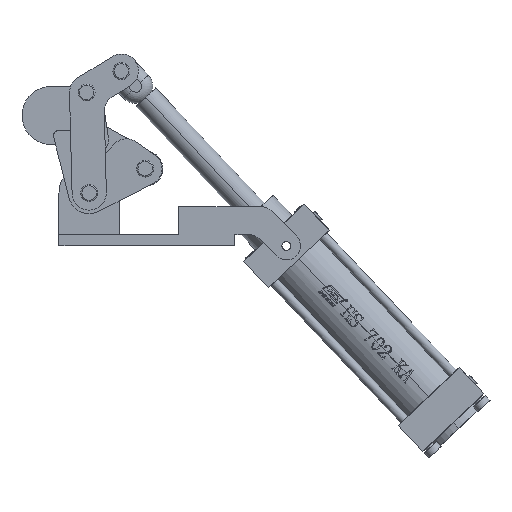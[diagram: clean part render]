
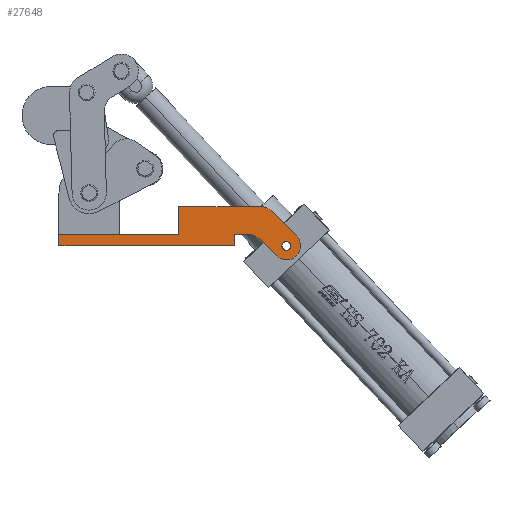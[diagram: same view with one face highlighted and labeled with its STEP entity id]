
A CAD part, front view. The second image highlights one B-rep face of the part: STEP entity #27648.
In plain terms, the highlighted planar face has unit normal (0, -1, 0).
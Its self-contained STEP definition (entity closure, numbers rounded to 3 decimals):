
#4225 = CIRCLE ( 'NONE', #24259, 4. ) ;
#4233 = CIRCLE ( 'NONE', #24262, 12.5 ) ;
#4280 = LINE ( 'NONE', #21132, #4283 ) ;
#4283 = VECTOR ( 'NONE', #21133, 1000. ) ;
#4284 = LINE ( 'NONE', #21166, #4302 ) ;
#4302 = VECTOR ( 'NONE', #21170, 1000. ) ;
#4312 = LINE ( 'NONE', #21182, #4317 ) ;
#4317 = VECTOR ( 'NONE', #21191, 1000. ) ;
#4333 = LINE ( 'NONE', #21208, #4335 ) ;
#4334 = LINE ( 'NONE', #19410, #4337 ) ;
#4335 = VECTOR ( 'NONE', #21209, 1000. ) ;
#4336 = CIRCLE ( 'NONE', #24299, 12.5 ) ;
#4337 = VECTOR ( 'NONE', #19411, 1000. ) ;
#4338 = LINE ( 'NONE', #21214, #4341 ) ;
#4339 = CIRCLE ( 'NONE', #24301, 12.5 ) ;
#4341 = VECTOR ( 'NONE', #21215, 1000. ) ;
#4342 = LINE ( 'NONE', #19412, #4344 ) ;
#4343 = CIRCLE ( 'NONE', #24304, 12.5 ) ;
#4344 = VECTOR ( 'NONE', #19413, 1000. ) ;
#4345 = LINE ( 'NONE', #19417, #4347 ) ;
#4346 = LINE ( 'NONE', #19427, #4349 ) ;
#4347 = VECTOR ( 'NONE', #19418, 1000. ) ;
#4348 = CIRCLE ( 'NONE', #24305, 4. ) ;
#4349 = VECTOR ( 'NONE', #19428, 1000. ) ;
#4925 = CARTESIAN_POINT ( 'NONE',  ( -78.5, -50., 10. ) ) ;
#4928 = PLANE ( 'NONE',  #5256 ) ;
#4930 = DIRECTION ( 'NONE',  ( 0., 1., 0. ) ) ;
#4931 = DIRECTION ( 'NONE',  ( 0., 0., 1. ) ) ;
#5256 = AXIS2_PLACEMENT_3D ( 'NONE', #4925, #4930, #4931 ) ;
#8988 = CARTESIAN_POINT ( 'NONE',  ( 124.5, -50., -12.5 ) ) ;
#8989 = CARTESIAN_POINT ( 'NONE',  ( 115.661, -50., -8.839 ) ) ;
#8991 = CARTESIAN_POINT ( 'NONE',  ( 124.5, -50., -4. ) ) ;
#8992 = CARTESIAN_POINT ( 'NONE',  ( 124.5, -50., 4. ) ) ;
#8999 = CARTESIAN_POINT ( 'NONE',  ( 78.5, -50., 0. ) ) ;
#14533 = VERTEX_POINT ( 'NONE', #8988 ) ;
#14534 = VERTEX_POINT ( 'NONE', #8989 ) ;
#14536 = VERTEX_POINT ( 'NONE', #8991 ) ;
#14537 = VERTEX_POINT ( 'NONE', #8992 ) ;
#14544 = VERTEX_POINT ( 'NONE', #8999 ) ;
#14834 = EDGE_CURVE ( 'NONE', #14537, #14536, #4225, .T. ) ;
#14838 = EDGE_CURVE ( 'NONE', #14534, #14533, #4233, .T. ) ;
#14868 = EDGE_CURVE ( 'NONE', #23187, #23186, #4280, .T. ) ;
#14882 = EDGE_CURVE ( 'NONE', #23183, #14544, #4284, .T. ) ;
#14891 = EDGE_CURVE ( 'NONE', #23179, #14544, #4312, .T. ) ;
#14902 = EDGE_CURVE ( 'NONE', #23187, #23183, #4333, .T. ) ;
#14903 = EDGE_CURVE ( 'NONE', #23179, #23172, #4334, .T. ) ;
#14904 = EDGE_CURVE ( 'NONE', #23172, #23170, #4336, .T. ) ;
#14905 = EDGE_CURVE ( 'NONE', #23170, #14534, #4338, .T. ) ;
#14906 = EDGE_CURVE ( 'NONE', #14533, #23171, #4339, .T. ) ;
#14907 = EDGE_CURVE ( 'NONE', #23171, #23169, #4342, .T. ) ;
#14908 = EDGE_CURVE ( 'NONE', #23169, #23168, #4343, .T. ) ;
#14909 = EDGE_CURVE ( 'NONE', #23168, #23167, #4345, .T. ) ;
#14910 = EDGE_CURVE ( 'NONE', #23167, #23186, #4346, .T. ) ;
#14911 = EDGE_CURVE ( 'NONE', #14536, #14537, #4348, .T. ) ;
#17273 = FACE_OUTER_BOUND ( 'NONE', #23198, .T. ) ;
#17281 = FACE_BOUND ( 'NONE', #23197, .T. ) ;
#19410 = CARTESIAN_POINT ( 'NONE',  ( 91.645, -50., 10. ) ) ;
#19411 = DIRECTION ( 'NONE',  ( 1., 0., 0. ) ) ;
#19412 = CARTESIAN_POINT ( 'NONE',  ( 110.839, -50., 31.339 ) ) ;
#19413 = DIRECTION ( 'NONE',  ( -0.707, 0., 0.707 ) ) ;
#19414 = CARTESIAN_POINT ( 'NONE',  ( 91.645, -50., -2.5 ) ) ;
#19415 = DIRECTION ( 'NONE',  ( 0., 1., 0. ) ) ;
#19416 = DIRECTION ( 'NONE',  ( 0., 0., -1. ) ) ;
#19417 = CARTESIAN_POINT ( 'NONE',  ( 28.5, -50., 35. ) ) ;
#19418 = DIRECTION ( 'NONE',  ( -1., 0., 0. ) ) ;
#19419 = CARTESIAN_POINT ( 'NONE',  ( 124.5, -50., 0. ) ) ;
#19420 = DIRECTION ( 'NONE',  ( 0., -1., 0. ) ) ;
#19421 = DIRECTION ( 'NONE',  ( 0., 0., 1. ) ) ;
#19424 = CARTESIAN_POINT ( 'NONE',  ( 102., -50., 22.5 ) ) ;
#19425 = DIRECTION ( 'NONE',  ( 0., -1., 0. ) ) ;
#19426 = DIRECTION ( 'NONE',  ( 0., 0., 1. ) ) ;
#19427 = CARTESIAN_POINT ( 'NONE',  ( 28.5, -50., 10. ) ) ;
#19428 = DIRECTION ( 'NONE',  ( 0., 0., -1. ) ) ;
#19431 = CARTESIAN_POINT ( 'NONE',  ( 124.5, -50., 0. ) ) ;
#19432 = DIRECTION ( 'NONE',  ( 0., -1., 0. ) ) ;
#19433 = DIRECTION ( 'NONE',  ( 0., 0., -1. ) ) ;
#21050 = CARTESIAN_POINT ( 'NONE',  ( 124.5, -50., 0. ) ) ;
#21051 = DIRECTION ( 'NONE',  ( 0., -1., 0. ) ) ;
#21052 = DIRECTION ( 'NONE',  ( 0., 0., -1. ) ) ;
#21060 = CARTESIAN_POINT ( 'NONE',  ( 124.5, -50., 0. ) ) ;
#21061 = DIRECTION ( 'NONE',  ( 0., -1., 0. ) ) ;
#21062 = DIRECTION ( 'NONE',  ( 0., 0., 1. ) ) ;
#21132 = CARTESIAN_POINT ( 'NONE',  ( -78.5, -50., 10. ) ) ;
#21133 = DIRECTION ( 'NONE',  ( 1., 0., 0. ) ) ;
#21166 = CARTESIAN_POINT ( 'NONE',  ( -78.5, -50., 0. ) ) ;
#21170 = DIRECTION ( 'NONE',  ( 1., 0., 0. ) ) ;
#21182 = CARTESIAN_POINT ( 'NONE',  ( 78.5, -50., 10. ) ) ;
#21191 = DIRECTION ( 'NONE',  ( 0., 0., -1. ) ) ;
#21208 = CARTESIAN_POINT ( 'NONE',  ( -78.5, -50., 10. ) ) ;
#21209 = DIRECTION ( 'NONE',  ( 0., 0., -1. ) ) ;
#21214 = CARTESIAN_POINT ( 'NONE',  ( 115.661, -50., -8.839 ) ) ;
#21215 = DIRECTION ( 'NONE',  ( 0.707, 0., -0.707 ) ) ;
#21431 = ORIENTED_EDGE ( 'NONE', *, *, #14882, .T. ) ;
#21432 = ORIENTED_EDGE ( 'NONE', *, *, #14891, .F. ) ;
#21433 = ORIENTED_EDGE ( 'NONE', *, *, #14903, .T. ) ;
#21434 = ORIENTED_EDGE ( 'NONE', *, *, #14904, .T. ) ;
#21435 = ORIENTED_EDGE ( 'NONE', *, *, #14905, .T. ) ;
#21436 = ORIENTED_EDGE ( 'NONE', *, *, #14838, .T. ) ;
#21437 = ORIENTED_EDGE ( 'NONE', *, *, #14906, .T. ) ;
#21438 = ORIENTED_EDGE ( 'NONE', *, *, #14907, .T. ) ;
#21439 = ORIENTED_EDGE ( 'NONE', *, *, #14908, .T. ) ;
#21440 = ORIENTED_EDGE ( 'NONE', *, *, #14909, .T. ) ;
#21441 = ORIENTED_EDGE ( 'NONE', *, *, #14910, .T. ) ;
#21442 = ORIENTED_EDGE ( 'NONE', *, *, #14868, .F. ) ;
#21443 = ORIENTED_EDGE ( 'NONE', *, *, #14902, .T. ) ;
#21444 = ORIENTED_EDGE ( 'NONE', *, *, #14911, .F. ) ;
#21445 = ORIENTED_EDGE ( 'NONE', *, *, #14834, .F. ) ;
#23167 = VERTEX_POINT ( 'NONE', #25274 ) ;
#23168 = VERTEX_POINT ( 'NONE', #25275 ) ;
#23169 = VERTEX_POINT ( 'NONE', #25276 ) ;
#23170 = VERTEX_POINT ( 'NONE', #25277 ) ;
#23171 = VERTEX_POINT ( 'NONE', #25278 ) ;
#23172 = VERTEX_POINT ( 'NONE', #25279 ) ;
#23179 = VERTEX_POINT ( 'NONE', #25286 ) ;
#23183 = VERTEX_POINT ( 'NONE', #25290 ) ;
#23186 = VERTEX_POINT ( 'NONE', #25293 ) ;
#23187 = VERTEX_POINT ( 'NONE', #25294 ) ;
#23197 = EDGE_LOOP ( 'NONE', ( #21444, #21445 ) ) ;
#23198 = EDGE_LOOP ( 'NONE', ( #21431, #21432, #21433, #21434, #21435, #21436, #21437, #21438, #21439, #21440, #21441, #21442, #21443 ) ) ;
#24259 = AXIS2_PLACEMENT_3D ( 'NONE', #21050, #21051, #21052 ) ;
#24262 = AXIS2_PLACEMENT_3D ( 'NONE', #21060, #21061, #21062 ) ;
#24299 = AXIS2_PLACEMENT_3D ( 'NONE', #19414, #19415, #19416 ) ;
#24301 = AXIS2_PLACEMENT_3D ( 'NONE', #19419, #19420, #19421 ) ;
#24304 = AXIS2_PLACEMENT_3D ( 'NONE', #19424, #19425, #19426 ) ;
#24305 = AXIS2_PLACEMENT_3D ( 'NONE', #19431, #19432, #19433 ) ;
#25274 = CARTESIAN_POINT ( 'NONE',  ( 28.5, -50., 35. ) ) ;
#25275 = CARTESIAN_POINT ( 'NONE',  ( 102., -50., 35. ) ) ;
#25276 = CARTESIAN_POINT ( 'NONE',  ( 110.839, -50., 31.339 ) ) ;
#25277 = CARTESIAN_POINT ( 'NONE',  ( 100.483, -50., 6.339 ) ) ;
#25278 = CARTESIAN_POINT ( 'NONE',  ( 133.339, -50., 8.839 ) ) ;
#25279 = CARTESIAN_POINT ( 'NONE',  ( 91.645, -50., 10. ) ) ;
#25286 = CARTESIAN_POINT ( 'NONE',  ( 78.5, -50., 10. ) ) ;
#25290 = CARTESIAN_POINT ( 'NONE',  ( -78.5, -50., 0. ) ) ;
#25293 = CARTESIAN_POINT ( 'NONE',  ( 28.5, -50., 10. ) ) ;
#25294 = CARTESIAN_POINT ( 'NONE',  ( -78.5, -50., 10. ) ) ;
#27648 = ADVANCED_FACE ( 'NONE', ( #17273, #17281 ), #4928, .F. ) ;
